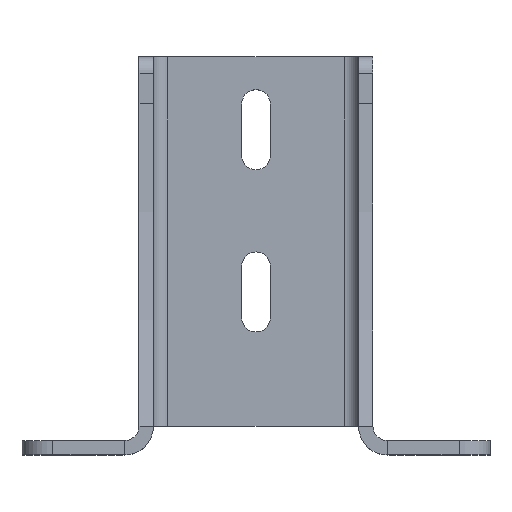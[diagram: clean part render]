
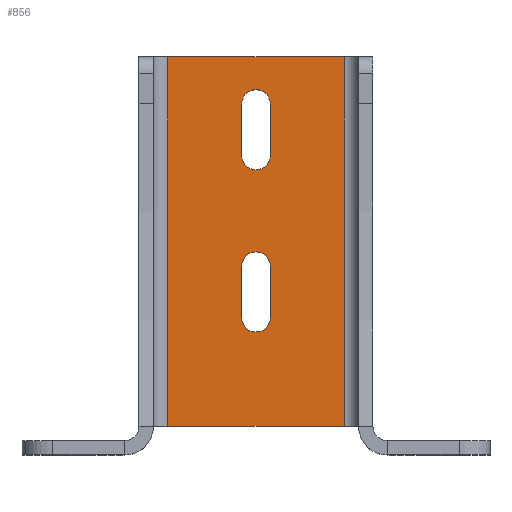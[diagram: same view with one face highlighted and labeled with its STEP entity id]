
A CAD part, top view. The second image highlights one B-rep face of the part: STEP entity #856.
In plain terms, the highlighted planar face has unit normal (0, 0, 1).
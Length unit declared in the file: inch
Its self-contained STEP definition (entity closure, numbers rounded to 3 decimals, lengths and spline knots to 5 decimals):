
#1=DIRECTION('',(0.,-1.,0.));
#2=VECTOR('',#1,0.25);
#3=CARTESIAN_POINT('',(0.07,0.78,0.));
#4=LINE('',#3,#2);
#5=CARTESIAN_POINT('',(0.,0.78,0.));
#6=DIRECTION('',(0.,0.,1.));
#7=DIRECTION('',(1.,0.,0.));
#8=AXIS2_PLACEMENT_3D('',#5,#6,#7);
#10=DIRECTION('',(0.,1.,0.));
#11=VECTOR('',#10,0.25);
#12=CARTESIAN_POINT('',(-0.07,0.53,0.));
#13=LINE('',#12,#11);
#14=CARTESIAN_POINT('',(0.,0.53,0.));
#15=DIRECTION('',(0.,0.,1.));
#16=DIRECTION('',(-1.,0.,0.));
#17=AXIS2_PLACEMENT_3D('',#14,#15,#16);
#19=DIRECTION('',(0.,-1.,0.));
#20=VECTOR('',#19,0.25);
#21=CARTESIAN_POINT('',(0.07,1.57,0.));
#22=LINE('',#21,#20);
#23=CARTESIAN_POINT('',(0.,1.57,0.));
#24=DIRECTION('',(0.,0.,1.));
#25=DIRECTION('',(1.,0.,0.));
#26=AXIS2_PLACEMENT_3D('',#23,#24,#25);
#28=DIRECTION('',(0.,1.,0.));
#29=VECTOR('',#28,0.25);
#30=CARTESIAN_POINT('',(-0.07,1.32,0.));
#31=LINE('',#30,#29);
#32=CARTESIAN_POINT('',(0.,1.32,0.));
#33=DIRECTION('',(0.,0.,1.));
#34=DIRECTION('',(-1.,0.,0.));
#35=AXIS2_PLACEMENT_3D('',#32,#33,#34);
#45=DIRECTION('',(1.,0.,0.));
#46=VECTOR('',#45,0.86);
#47=CARTESIAN_POINT('',(-0.43,0.,0.));
#48=LINE('',#47,#46);
#304=DIRECTION('',(0.,1.,0.));
#305=VECTOR('',#304,1.8);
#306=CARTESIAN_POINT('',(0.43,0.,0.));
#307=LINE('',#306,#305);
#335=DIRECTION('',(-1.,0.,0.));
#336=VECTOR('',#335,0.86);
#337=CARTESIAN_POINT('',(0.43,1.8,0.));
#338=LINE('',#337,#336);
#422=DIRECTION('',(0.,-1.,0.));
#423=VECTOR('',#422,1.8);
#424=CARTESIAN_POINT('',(-0.43,1.8,0.));
#425=LINE('',#424,#423);
#673=CARTESIAN_POINT('',(0.43,1.8,0.));
#674=VERTEX_POINT('',#673);
#675=CARTESIAN_POINT('',(0.43,0.,0.));
#676=VERTEX_POINT('',#675);
#697=CARTESIAN_POINT('',(-0.43,0.,0.));
#698=VERTEX_POINT('',#697);
#699=CARTESIAN_POINT('',(-0.43,1.8,0.));
#700=VERTEX_POINT('',#699);
#789=CARTESIAN_POINT('',(0.07,0.78,0.));
#790=CARTESIAN_POINT('',(0.07,0.53,0.));
#791=VERTEX_POINT('',#789);
#792=VERTEX_POINT('',#790);
#793=CARTESIAN_POINT('',(-0.07,0.53,0.));
#794=VERTEX_POINT('',#793);
#795=CARTESIAN_POINT('',(-0.07,0.78,0.));
#796=VERTEX_POINT('',#795);
#797=CARTESIAN_POINT('',(0.07,1.57,0.));
#798=CARTESIAN_POINT('',(0.07,1.32,0.));
#799=VERTEX_POINT('',#797);
#800=VERTEX_POINT('',#798);
#801=CARTESIAN_POINT('',(-0.07,1.32,0.));
#802=VERTEX_POINT('',#801);
#803=CARTESIAN_POINT('',(-0.07,1.57,0.));
#804=VERTEX_POINT('',#803);
#821=CARTESIAN_POINT('',(0.,0.,0.));
#822=DIRECTION('',(0.,0.,1.));
#823=DIRECTION('',(1.,0.,0.));
#824=AXIS2_PLACEMENT_3D('',#821,#822,#823);
#825=PLANE('',#824);
#827=ORIENTED_EDGE('',*,*,#826,.F.);
#829=ORIENTED_EDGE('',*,*,#828,.F.);
#831=ORIENTED_EDGE('',*,*,#830,.F.);
#833=ORIENTED_EDGE('',*,*,#832,.F.);
#834=EDGE_LOOP('',(#827,#829,#831,#833));
#835=FACE_OUTER_BOUND('',#834,.F.);
#837=ORIENTED_EDGE('',*,*,#836,.F.);
#839=ORIENTED_EDGE('',*,*,#838,.T.);
#841=ORIENTED_EDGE('',*,*,#840,.F.);
#843=ORIENTED_EDGE('',*,*,#842,.T.);
#844=EDGE_LOOP('',(#837,#839,#841,#843));
#845=FACE_BOUND('',#844,.F.);
#847=ORIENTED_EDGE('',*,*,#846,.F.);
#849=ORIENTED_EDGE('',*,*,#848,.T.);
#851=ORIENTED_EDGE('',*,*,#850,.F.);
#853=ORIENTED_EDGE('',*,*,#852,.T.);
#854=EDGE_LOOP('',(#847,#849,#851,#853));
#855=FACE_BOUND('',#854,.F.);
#856=ADVANCED_FACE('',(#835,#845,#855),#825,.T.);
#9=CIRCLE('',#8,0.07);
#18=CIRCLE('',#17,0.07);
#27=CIRCLE('',#26,0.07);
#36=CIRCLE('',#35,0.07);
#826=EDGE_CURVE('',#698,#676,#48,.T.);
#828=EDGE_CURVE('',#700,#698,#425,.T.);
#830=EDGE_CURVE('',#674,#700,#338,.T.);
#832=EDGE_CURVE('',#676,#674,#307,.T.);
#836=EDGE_CURVE('',#791,#792,#4,.T.);
#838=EDGE_CURVE('',#791,#796,#9,.T.);
#840=EDGE_CURVE('',#794,#796,#13,.T.);
#842=EDGE_CURVE('',#794,#792,#18,.T.);
#846=EDGE_CURVE('',#799,#800,#22,.T.);
#848=EDGE_CURVE('',#799,#804,#27,.T.);
#850=EDGE_CURVE('',#802,#804,#31,.T.);
#852=EDGE_CURVE('',#802,#800,#36,.T.);
